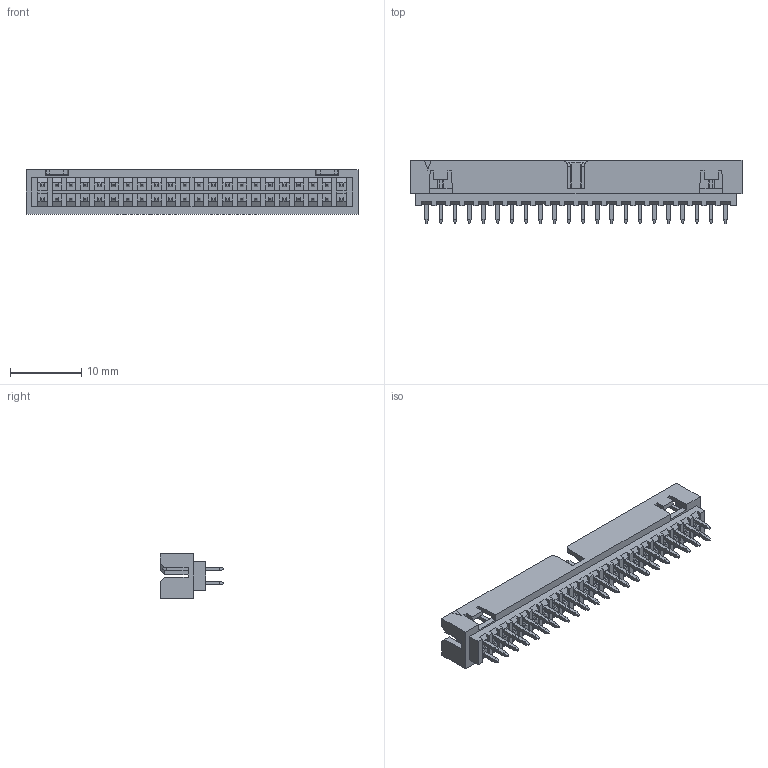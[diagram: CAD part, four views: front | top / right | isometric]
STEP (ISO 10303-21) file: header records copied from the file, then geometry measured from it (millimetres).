
FILE_DESCRIPTION((''),'2;1');
FILE_NAME('878314420','2014-01-31T',('me'),(''),'PRO/ENGINEER BY PARAMETRIC TECHNOLOGY CORPORATION, 2011490','PRO/ENGINEER BY PARAMETRIC TECHNOLOGY CORPORATION, 2011490','');
FILE_SCHEMA(('CONFIG_CONTROL_DESIGN'));
Length unit declared in the file: millimetre
Products named in the file (1): 878314420
Bounding box: 46.65 x 8.9 x 6.3 mm (x, y, z)
Volume: 808.5 mm3; surface area: 2164.6 mm2
Topology: 1 solids, 1 shells, 1127 faces, 2848 edges, 1808 vertices
Faces by surface type: plane 1125, cylinder 2
Entity records: 32677 total; most frequent: CARTESIAN_POINT 5704, ORIENTED_EDGE 5520, DIRECTION 5194, EDGE_CURVE 2760, VECTOR 2754, LINE 2754, VERTEX_POINT 1720, AXIS2_PLACEMENT_3D 1220
